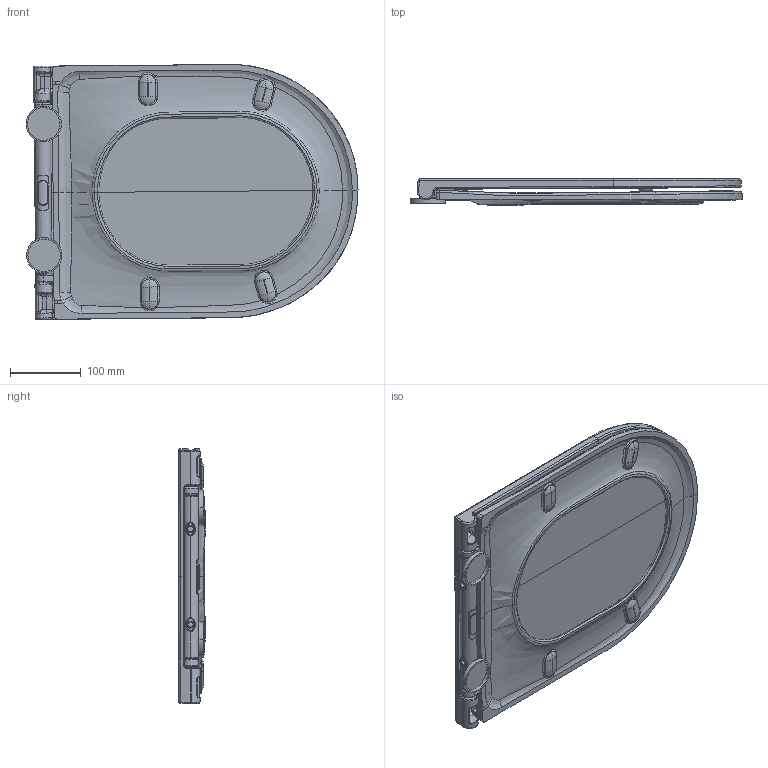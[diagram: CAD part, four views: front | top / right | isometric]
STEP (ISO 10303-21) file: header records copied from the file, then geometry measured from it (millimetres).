
FILE_DESCRIPTION (( 'STEP AP203' ), '1' );
FILE_NAME ('S27R308722P.STEP', '2025-03-10T06:29:16', ( '' ), ( '' ), 'SwSTEP 2.0', 'SolidWorks 2021', '' );
FILE_SCHEMA (( 'CONFIG_CONTROL_DESIGN' ));
Length unit declared in the file: millimetre
Products named in the file (4): S27R308722P; S27R308722_2_Predeterminado; S27R308722_1_Predeterminado; S27R308722_3_Predeterminado
Assembly tree (4 placements, depth 2):
  S27R308722P
    S27R308722_3_Predeterminado  x2
    S27R308722_2_Predeterminado
    S27R308722_1_Predeterminado
Bounding box: 469.36 x 37.31 x 360.44 mm (x, y, z)
Volume: 2308747.5 mm3; surface area: 570074.2 mm2
Topology: 14 solids, 14 shells, 451 faces, 1057 edges, 622 vertices
Faces by surface type: bspline 189, cylinder 119, plane 75, torus 68
Entity records: 51924 total; most frequent: CARTESIAN_POINT 42754, ORIENTED_EDGE 2050, DIRECTION 1543, EDGE_CURVE 1025, AXIS2_PLACEMENT_3D 657, VERTEX_POINT 612, EDGE_LOOP 449, FACE_OUTER_BOUND 442
